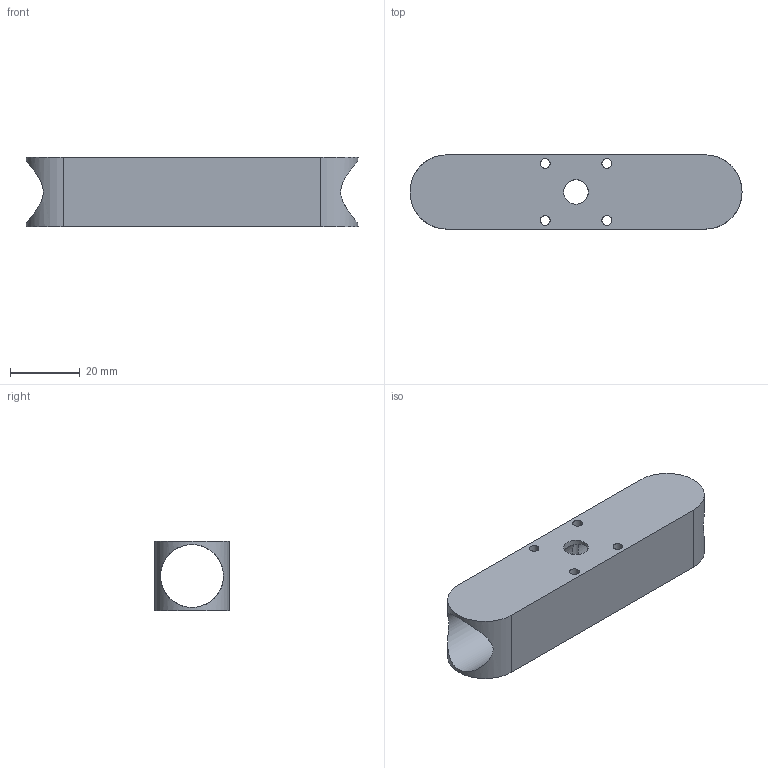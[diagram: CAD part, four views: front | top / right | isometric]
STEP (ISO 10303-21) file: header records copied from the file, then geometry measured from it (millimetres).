
FILE_DESCRIPTION(/* description */ (''),/* implementation_level */ '2;1');
FILE_NAME(/* name */ 'RodHolder.step',/* time_stamp */ '2024-03-21T14:17:53+09:00',/* author */ (''),/* organization */ (''),/* preprocessor_version */ 'ST-DEVELOPER v20',/* originating_system */ 'Autodesk Translation Framework v12.20.1.177',/* authorisation */ '');
FILE_SCHEMA (('AUTOMOTIVE_DESIGN { 1 0 10303 214 3 1 1 }'));
Length unit declared in the file: millimetre
Products named in the file (1): RodHolder
Bounding box: 95 x 21.3 x 20 mm (x, y, z)
Volume: 14474.9 mm3; surface area: 12888 mm2
Topology: 1 solids, 1 shells, 13 faces, 58 edges, 41 vertices
Faces by surface type: cylinder 9, plane 4
Full cylindrical faces by diameter (mm): 2.8 x4, 6.994 x2, 18 x1
Entity records: 1023 total; most frequent: CARTESIAN_POINT 496, ORIENTED_EDGE 116, DIRECTION 77, EDGE_CURVE 58, VERTEX_POINT 41, EDGE_LOOP 29, AXIS2_PLACEMENT_3D 28, B_SPLINE_CURVE_WITH_KNOTS 23
